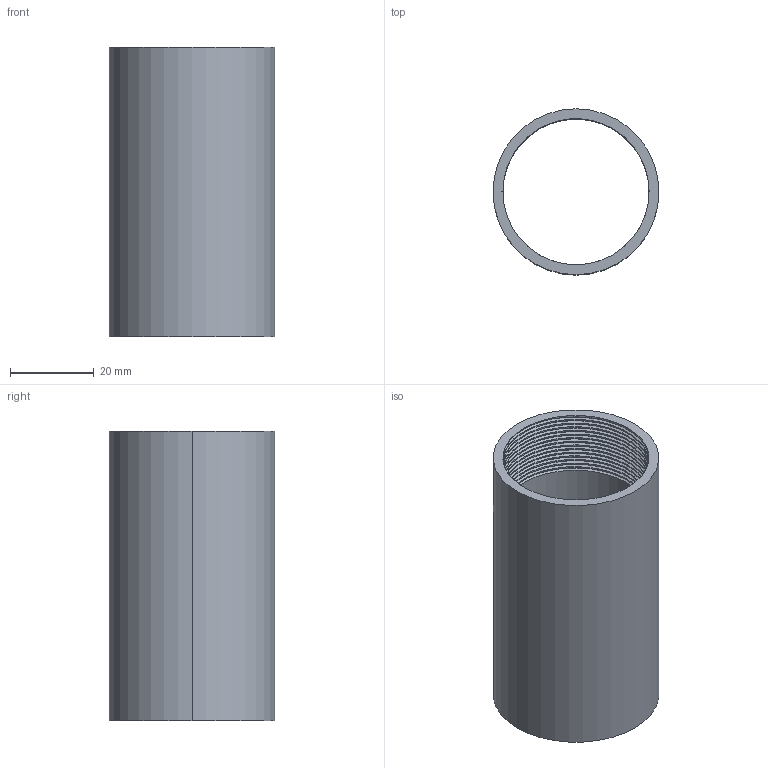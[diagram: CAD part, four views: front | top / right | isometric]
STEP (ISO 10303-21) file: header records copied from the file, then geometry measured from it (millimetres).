
FILE_DESCRIPTION (( 'STEP AP214' ), '1' );
FILE_NAME ('Douille de pédalier.STEP', '2019-05-04T19:37:53', ( '' ), ( '' ), 'SwSTEP 2.0', 'SolidWorks 2017', '' );
FILE_SCHEMA (( 'AUTOMOTIVE_DESIGN' ));
Length unit declared in the file: metre
Products named in the file (1): Douille de pédalier
Bounding box: 39.5 x 39.5 x 69 mm (x, y, z)
Volume: 18062 mm3; surface area: 18864.2 mm2
Topology: 1 solids, 1 shells, 78 faces, 220 edges, 144 vertices
Faces by surface type: cylinder 66, plane 6, bspline 6
Entity records: 7073 total; most frequent: CARTESIAN_POINT 5439, ORIENTED_EDGE 440, DIRECTION 238, EDGE_CURVE 220, VERTEX_POINT 144, AXIS2_PLACEMENT_3D 81, EDGE_LOOP 80, FACE_OUTER_BOUND 78
